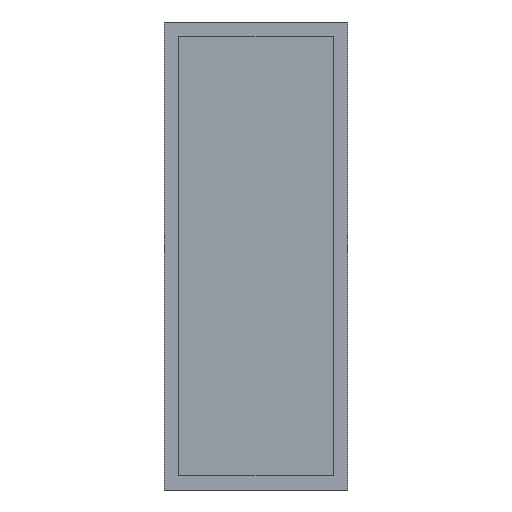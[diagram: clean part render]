
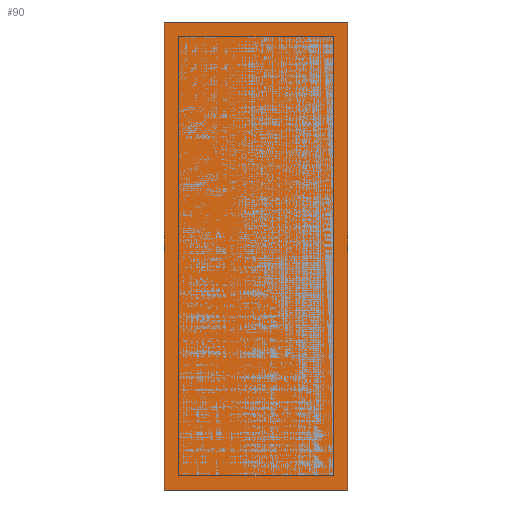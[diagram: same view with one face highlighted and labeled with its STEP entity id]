
A CAD part, left-side view. The second image highlights one B-rep face of the part: STEP entity #90.
In plain terms, the highlighted planar face has unit normal (-1, 0, 0).
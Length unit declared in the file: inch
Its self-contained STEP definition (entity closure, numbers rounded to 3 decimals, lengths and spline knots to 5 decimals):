
#8 = VERTEX_POINT ( 'NONE', #52 ) ;
#11 = EDGE_LOOP ( 'NONE', ( #96, #231, #261, #170 ) ) ;
#22 = CARTESIAN_POINT ( 'NONE',  ( -47.20499, 1.13242, 22.88054 ) ) ;
#27 = VECTOR ( 'NONE', #159, 39.37008 ) ;
#52 = CARTESIAN_POINT ( 'NONE',  ( -47.20499, 1.13242, 47.10087 ) ) ;
#63 = CARTESIAN_POINT ( 'NONE',  ( -47.20499, 10.63242, 22.88054 ) ) ;
#81 = LINE ( 'NONE', #83, #27 ) ;
#83 = CARTESIAN_POINT ( 'NONE',  ( -47.20499, 1.13242, 47.10087 ) ) ;
#86 = VECTOR ( 'NONE', #455, 39.37008 ) ;
#90 = ADVANCED_FACE ( 'NONE', ( #224 ), #189, .T. ) ;
#96 = ORIENTED_EDGE ( 'NONE', *, *, #321, .T. ) ;
#129 = CARTESIAN_POINT ( 'NONE',  ( -47.20499, 1.13242, 22.88054 ) ) ;
#139 = AXIS2_PLACEMENT_3D ( 'NONE', #323, #426, #148 ) ;
#140 = CARTESIAN_POINT ( 'NONE',  ( -47.20499, 10.63242, 47.10087 ) ) ;
#148 = DIRECTION ( 'NONE',  ( 0., 0., 1. ) ) ;
#154 = EDGE_CURVE ( 'NONE', #413, #203, #183, .T. ) ;
#159 = DIRECTION ( 'NONE',  ( 0., 1., 0. ) ) ;
#170 = ORIENTED_EDGE ( 'NONE', *, *, #154, .T. ) ;
#183 = LINE ( 'NONE', #140, #86 ) ;
#189 = PLANE ( 'NONE',  #139 ) ;
#203 = VERTEX_POINT ( 'NONE', #63 ) ;
#224 = FACE_OUTER_BOUND ( 'NONE', #11, .T. ) ;
#231 = ORIENTED_EDGE ( 'NONE', *, *, #245, .T. ) ;
#245 = EDGE_CURVE ( 'NONE', #325, #8, #352, .T. ) ;
#255 = DIRECTION ( 'NONE',  ( 0., -1., 0. ) ) ;
#261 = ORIENTED_EDGE ( 'NONE', *, *, #422, .T. ) ;
#288 = DIRECTION ( 'NONE',  ( 0., 0., 1. ) ) ;
#321 = EDGE_CURVE ( 'NONE', #203, #325, #456, .T. ) ;
#323 = CARTESIAN_POINT ( 'NONE',  ( -47.20499, 0., 0. ) ) ;
#325 = VERTEX_POINT ( 'NONE', #129 ) ;
#329 = CARTESIAN_POINT ( 'NONE',  ( -47.20499, 10.63242, 47.10087 ) ) ;
#352 = LINE ( 'NONE', #22, #397 ) ;
#397 = VECTOR ( 'NONE', #288, 39.37008 ) ;
#412 = CARTESIAN_POINT ( 'NONE',  ( -47.20499, 10.63242, 22.88054 ) ) ;
#413 = VERTEX_POINT ( 'NONE', #329 ) ;
#422 = EDGE_CURVE ( 'NONE', #8, #413, #81, .T. ) ;
#426 = DIRECTION ( 'NONE',  ( -1., 0., 0. ) ) ;
#432 = VECTOR ( 'NONE', #255, 39.37008 ) ;
#455 = DIRECTION ( 'NONE',  ( 0., 0., -1. ) ) ;
#456 = LINE ( 'NONE', #412, #432 ) ;
